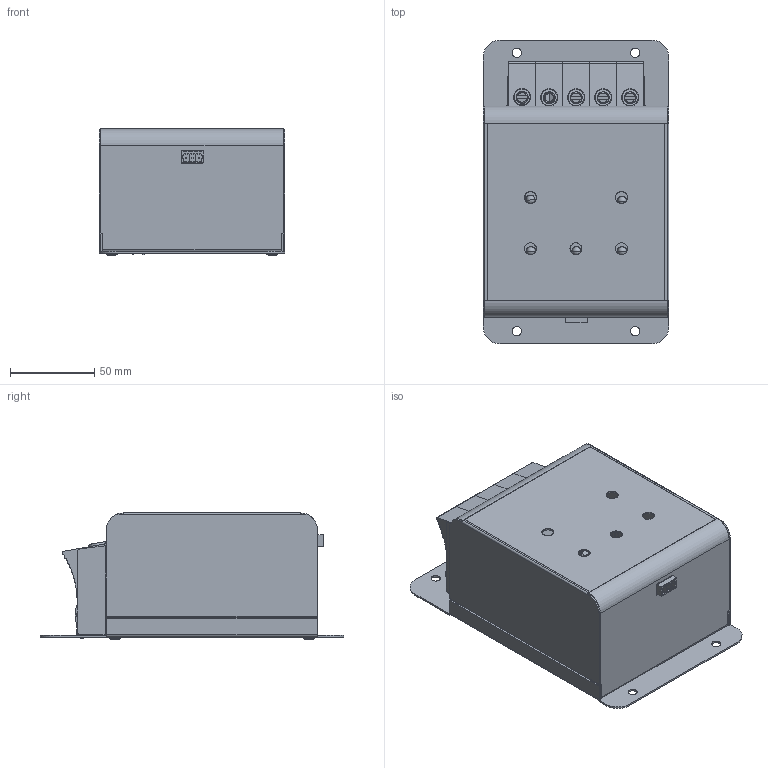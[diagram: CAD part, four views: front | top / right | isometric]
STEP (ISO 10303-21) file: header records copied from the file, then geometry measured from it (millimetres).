
FILE_DESCRIPTION((''),'2;1');
FILE_NAME('ASM0001_ASM','2016-02-22T',('GBPALEE'),(''),'CREO PARAMETRIC BY PTC INC, 2015290','CREO PARAMETRIC BY PTC INC, 2015290','');
FILE_SCHEMA(('CONFIG_CONTROL_DESIGN'));
Length unit declared in the file: inch
Products named in the file (34): SOLID1_1; SOLID2_1; SOLID4_1; SOLID5_1; SOLID6_1; SOLID7_1; SOLID8_1; SOLID9_1; SOLID10_1; SOLID11_1; SOLID12_1; SOLID24_1; SOLID25_1; SOLID26_1; SOLID27_1; SOLID28_1; SOLID29_1; SOLID30_1; SOLID31_1; SOLID32_1; SOLID33_1; SOLID34_1; SOLID35_1; SOLID36_1; SOLID37_1; SOLID38_1; SOLID58_1; SOLID60_1; SOLID59_1; SOLID61_1; SOLID62_1; SOLID63_1; SP0150_MA_01_0_ESP_415_M1_LED_2_ASM; ASM0001_ASM
Assembly tree (33 placements, depth 3):
  ASM0001_ASM
    SP0150_MA_01_0_ESP_415_M1_LED_2_ASM
      SOLID1_1
      SOLID2_1
      SOLID4_1
      SOLID5_1
      SOLID6_1
      SOLID7_1
      SOLID8_1
      SOLID9_1
      SOLID10_1
      SOLID11_1
      SOLID12_1
      SOLID24_1
      SOLID25_1
      SOLID26_1
      SOLID27_1
      SOLID28_1
      SOLID29_1
      SOLID30_1
      SOLID31_1
      SOLID32_1
      SOLID33_1
      SOLID34_1
      SOLID35_1
      SOLID36_1
      SOLID37_1
      SOLID38_1
      SOLID58_1
      SOLID60_1
      SOLID59_1
      SOLID61_1
      SOLID62_1
      SOLID63_1
Bounding box: 110.01 x 180 x 74.9 mm (x, y, z)
Volume: 162896.8 mm3; surface area: 261987.1 mm2
Topology: 31 solids, 32 shells, 2831 faces, 7690 edges, 5038 vertices
Faces by surface type: plane 1594, cylinder 995, cone 130, torus 94, sphere 10, bspline 8
Entity records: 91972 total; most frequent: CARTESIAN_POINT 17638, DIRECTION 15710, ORIENTED_EDGE 15344, EDGE_CURVE 7672, AXIS2_PLACEMENT_3D 5379, VERTEX_POINT 5038, VECTOR 4952, LINE 4952
